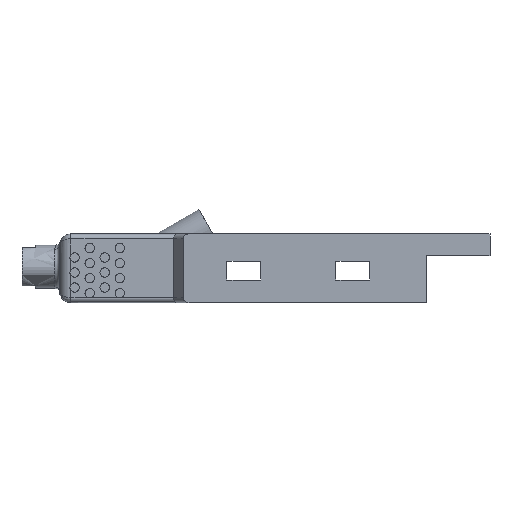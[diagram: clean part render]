
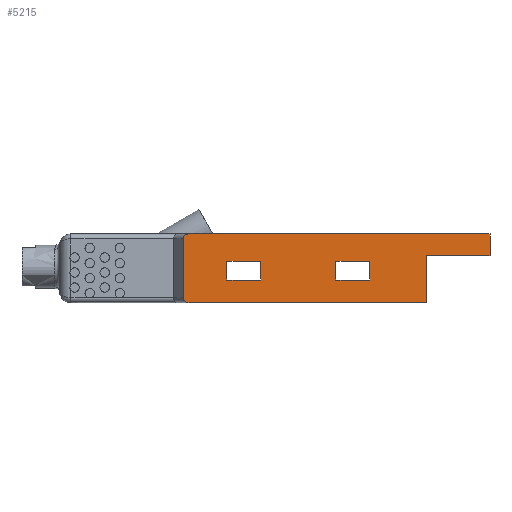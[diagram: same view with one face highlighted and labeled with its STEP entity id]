
A CAD part, front view. The second image highlights one B-rep face of the part: STEP entity #5215.
In plain terms, the highlighted planar face has unit normal (0, -1, 0).
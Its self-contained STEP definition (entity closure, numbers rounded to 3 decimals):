
#131=FACE_BOUND('',#1693,.T.);
#132=FACE_BOUND('',#1694,.T.);
#172=PLANE('',#5626);
#304=ELLIPSE('',#5624,0.307,0.25);
#305=ELLIPSE('',#5627,0.307,0.25);
#439=LINE('',#8897,#826);
#482=LINE('',#9346,#869);
#510=LINE('',#9494,#897);
#511=LINE('',#9497,#898);
#512=LINE('',#9499,#899);
#513=LINE('',#9500,#900);
#514=LINE('',#9503,#901);
#515=LINE('',#9505,#902);
#516=LINE('',#9507,#903);
#517=LINE('',#9508,#904);
#518=LINE('',#9511,#905);
#519=LINE('',#9513,#906);
#520=LINE('',#9515,#907);
#521=LINE('',#9516,#908);
#826=VECTOR('',#6105,10.);
#869=VECTOR('',#6314,10.);
#897=VECTOR('',#6476,10.);
#898=VECTOR('',#6479,10.);
#899=VECTOR('',#6480,10.);
#900=VECTOR('',#6481,10.);
#901=VECTOR('',#6482,10.);
#902=VECTOR('',#6483,10.);
#903=VECTOR('',#6484,10.);
#904=VECTOR('',#6485,10.);
#905=VECTOR('',#6486,10.);
#906=VECTOR('',#6487,10.);
#907=VECTOR('',#6488,10.);
#908=VECTOR('',#6489,10.);
#1313=FACE_OUTER_BOUND('',#1692,.T.);
#1692=EDGE_LOOP('',(#4272,#4273,#4274,#4275,#4276,#4277,#4278,#4279));
#1693=EDGE_LOOP('',(#4280,#4281,#4282,#4283));
#1694=EDGE_LOOP('',(#4284,#4285,#4286,#4287));
#2417=VERTEX_POINT('',#8894);
#2418=VERTEX_POINT('',#8896);
#2521=VERTEX_POINT('',#9343);
#2522=VERTEX_POINT('',#9345);
#2574=VERTEX_POINT('',#9488);
#2575=VERTEX_POINT('',#9493);
#2576=VERTEX_POINT('',#9496);
#2577=VERTEX_POINT('',#9498);
#2578=VERTEX_POINT('',#9501);
#2579=VERTEX_POINT('',#9502);
#2580=VERTEX_POINT('',#9504);
#2581=VERTEX_POINT('',#9506);
#2582=VERTEX_POINT('',#9509);
#2583=VERTEX_POINT('',#9510);
#2584=VERTEX_POINT('',#9512);
#2585=VERTEX_POINT('',#9514);
#2991=EDGE_CURVE('',#2417,#2418,#439,.T.);
#3125=EDGE_CURVE('',#2522,#2521,#482,.T.);
#3200=EDGE_CURVE('',#2574,#2417,#304,.T.);
#3201=EDGE_CURVE('',#2575,#2574,#510,.F.);
#3202=EDGE_CURVE('',#2522,#2575,#305,.T.);
#3203=EDGE_CURVE('',#2521,#2576,#511,.F.);
#3204=EDGE_CURVE('',#2576,#2577,#512,.T.);
#3205=EDGE_CURVE('',#2577,#2418,#513,.T.);
#3206=EDGE_CURVE('',#2578,#2579,#514,.F.);
#3207=EDGE_CURVE('',#2579,#2580,#515,.F.);
#3208=EDGE_CURVE('',#2580,#2581,#516,.F.);
#3209=EDGE_CURVE('',#2581,#2578,#517,.F.);
#3210=EDGE_CURVE('',#2582,#2583,#518,.F.);
#3211=EDGE_CURVE('',#2583,#2584,#519,.F.);
#3212=EDGE_CURVE('',#2584,#2585,#520,.F.);
#3213=EDGE_CURVE('',#2585,#2582,#521,.F.);
#4272=ORIENTED_EDGE('',*,*,#3200,.F.);
#4273=ORIENTED_EDGE('',*,*,#3201,.F.);
#4274=ORIENTED_EDGE('',*,*,#3202,.F.);
#4275=ORIENTED_EDGE('',*,*,#3125,.T.);
#4276=ORIENTED_EDGE('',*,*,#3203,.T.);
#4277=ORIENTED_EDGE('',*,*,#3204,.T.);
#4278=ORIENTED_EDGE('',*,*,#3205,.T.);
#4279=ORIENTED_EDGE('',*,*,#2991,.F.);
#4280=ORIENTED_EDGE('',*,*,#3206,.T.);
#4281=ORIENTED_EDGE('',*,*,#3207,.T.);
#4282=ORIENTED_EDGE('',*,*,#3208,.T.);
#4283=ORIENTED_EDGE('',*,*,#3209,.T.);
#4284=ORIENTED_EDGE('',*,*,#3210,.T.);
#4285=ORIENTED_EDGE('',*,*,#3211,.T.);
#4286=ORIENTED_EDGE('',*,*,#3212,.T.);
#4287=ORIENTED_EDGE('',*,*,#3213,.T.);
#5215=ADVANCED_FACE('',(#1313,#131,#132),#172,.T.);
#5624=AXIS2_PLACEMENT_3D('',#9490,#6470,#6471);
#5626=AXIS2_PLACEMENT_3D('',#9492,#6474,#6475);
#5627=AXIS2_PLACEMENT_3D('',#9495,#6477,#6478);
#6105=DIRECTION('',(1.,0.,0.));
#6314=DIRECTION('',(1.,0.,0.));
#6470=DIRECTION('center_axis',(0.,1.,0.));
#6471=DIRECTION('ref_axis',(-1.,0.,0.));
#6474=DIRECTION('center_axis',(0.,-1.,0.));
#6475=DIRECTION('ref_axis',(0.,0.,1.));
#6476=DIRECTION('',(0.,0.,-1.));
#6477=DIRECTION('center_axis',(0.,1.,0.));
#6478=DIRECTION('ref_axis',(-1.,0.,0.));
#6479=DIRECTION('',(0.,0.,-1.));
#6480=DIRECTION('',(1.,0.,0.));
#6481=DIRECTION('',(0.,0.,1.));
#6482=DIRECTION('',(0.,0.,-1.));
#6483=DIRECTION('',(-1.,0.,0.));
#6484=DIRECTION('',(0.,0.,1.));
#6485=DIRECTION('',(1.,0.,0.));
#6486=DIRECTION('',(0.,0.,-1.));
#6487=DIRECTION('',(-1.,0.,0.));
#6488=DIRECTION('',(0.,0.,1.));
#6489=DIRECTION('',(1.,0.,0.));
#8894=CARTESIAN_POINT('',(-16.014,-0.637,-0.085));
#8896=CARTESIAN_POINT('',(0.,-0.637,-0.085));
#8897=CARTESIAN_POINT('',(-7.5,-0.637,-0.085));
#9343=CARTESIAN_POINT('',(-3.4,-0.637,-3.735));
#9345=CARTESIAN_POINT('',(-16.014,-0.637,-3.735));
#9346=CARTESIAN_POINT('',(-15.,-0.637,-3.735));
#9488=CARTESIAN_POINT('',(-16.321,-0.637,-0.335));
#9490=CARTESIAN_POINT('Origin',(-16.014,-0.637,-0.335));
#9492=CARTESIAN_POINT('Origin',(-15.,-0.637,-3.735));
#9493=CARTESIAN_POINT('',(-16.321,-0.637,-3.485));
#9494=CARTESIAN_POINT('',(-16.321,-0.637,-3.735));
#9495=CARTESIAN_POINT('Origin',(-16.014,-0.637,-3.485));
#9496=CARTESIAN_POINT('',(-3.4,-0.637,-1.235));
#9497=CARTESIAN_POINT('',(-3.4,-0.637,-2.485));
#9498=CARTESIAN_POINT('',(0.,-0.637,-1.235));
#9499=CARTESIAN_POINT('',(-7.5,-0.637,-1.235));
#9500=CARTESIAN_POINT('',(0.,-0.637,-2.26));
#9501=CARTESIAN_POINT('',(-14.,-0.637,-2.535));
#9502=CARTESIAN_POINT('',(-14.,-0.637,-1.535));
#9503=CARTESIAN_POINT('',(-14.,-0.637,-2.635));
#9504=CARTESIAN_POINT('',(-12.2,-0.637,-1.535));
#9505=CARTESIAN_POINT('',(-13.6,-0.637,-1.535));
#9506=CARTESIAN_POINT('',(-12.2,-0.637,-2.535));
#9507=CARTESIAN_POINT('',(-12.2,-0.637,-3.135));
#9508=CARTESIAN_POINT('',(-14.5,-0.637,-2.535));
#9509=CARTESIAN_POINT('',(-8.2,-0.637,-2.535));
#9510=CARTESIAN_POINT('',(-8.2,-0.637,-1.535));
#9511=CARTESIAN_POINT('',(-8.2,-0.637,-2.635));
#9512=CARTESIAN_POINT('',(-6.4,-0.637,-1.535));
#9513=CARTESIAN_POINT('',(-10.7,-0.637,-1.535));
#9514=CARTESIAN_POINT('',(-6.4,-0.637,-2.535));
#9515=CARTESIAN_POINT('',(-6.4,-0.637,-3.135));
#9516=CARTESIAN_POINT('',(-11.6,-0.637,-2.535));
